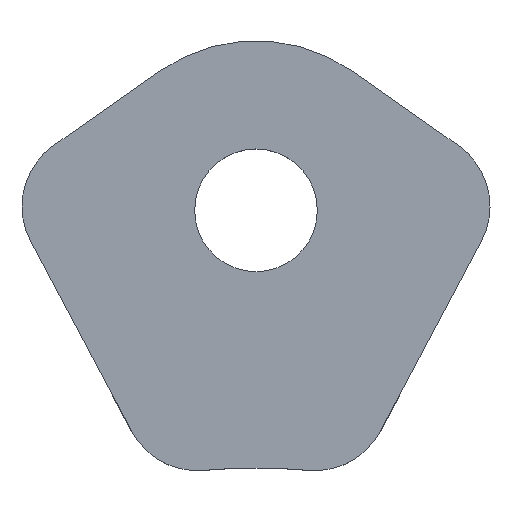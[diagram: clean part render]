
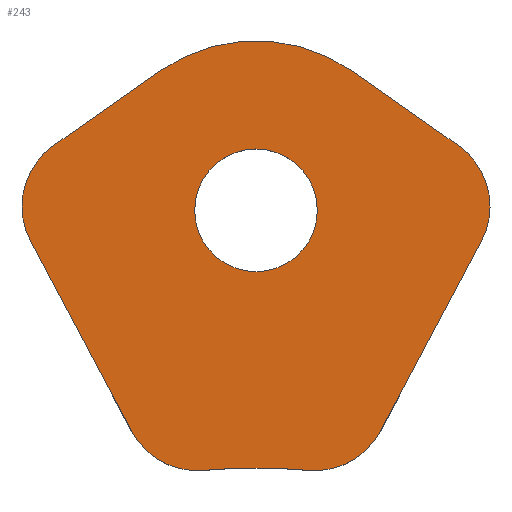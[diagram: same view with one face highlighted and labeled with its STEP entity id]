
A CAD part, top view. The second image highlights one B-rep face of the part: STEP entity #243.
In plain terms, the highlighted planar face has unit normal (0, 0, 1).
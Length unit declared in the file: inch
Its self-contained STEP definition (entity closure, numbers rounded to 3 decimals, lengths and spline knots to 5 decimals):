
#16=FACE_BOUND('',#50,.T.);
#22=PLANE('',#290);
#35=FACE_OUTER_BOUND('',#49,.T.);
#49=EDGE_LOOP('',(#213,#214,#215,#216,#217,#218,#219,#220,#221,#222));
#50=EDGE_LOOP('',(#223));
#55=LINE('',#381,#74);
#61=LINE('',#407,#80);
#66=LINE('',#423,#85);
#69=LINE('',#433,#88);
#74=VECTOR('',#305,0.3937);
#80=VECTOR('',#331,0.3937);
#85=VECTOR('',#350,0.3937);
#88=VECTOR('',#363,0.3937);
#89=CIRCLE('',#265,0.56);
#97=CIRCLE('',#276,0.25);
#98=CIRCLE('',#279,0.25);
#99=CIRCLE('',#281,1.71);
#100=CIRCLE('',#283,0.25);
#101=CIRCLE('',#286,0.25);
#102=CIRCLE('',#288,0.205);
#103=VERTEX_POINT('',#368);
#104=VERTEX_POINT('',#369);
#108=VERTEX_POINT('',#379);
#117=VERTEX_POINT('',#401);
#118=VERTEX_POINT('',#405);
#119=VERTEX_POINT('',#409);
#120=VERTEX_POINT('',#413);
#121=VERTEX_POINT('',#417);
#122=VERTEX_POINT('',#421);
#123=VERTEX_POINT('',#425);
#124=VERTEX_POINT('',#429);
#125=EDGE_CURVE('',#103,#104,#89,.T.);
#131=EDGE_CURVE('',#108,#103,#55,.T.);
#141=EDGE_CURVE('',#117,#108,#97,.T.);
#144=EDGE_CURVE('',#118,#117,#61,.T.);
#145=EDGE_CURVE('',#119,#118,#98,.T.);
#148=EDGE_CURVE('',#120,#119,#99,.T.);
#149=EDGE_CURVE('',#121,#120,#100,.T.);
#152=EDGE_CURVE('',#122,#121,#66,.T.);
#153=EDGE_CURVE('',#123,#122,#101,.T.);
#156=EDGE_CURVE('',#124,#124,#102,.T.);
#157=EDGE_CURVE('',#104,#123,#69,.T.);
#213=ORIENTED_EDGE('',*,*,#125,.F.);
#214=ORIENTED_EDGE('',*,*,#131,.F.);
#215=ORIENTED_EDGE('',*,*,#141,.F.);
#216=ORIENTED_EDGE('',*,*,#144,.F.);
#217=ORIENTED_EDGE('',*,*,#145,.F.);
#218=ORIENTED_EDGE('',*,*,#148,.F.);
#219=ORIENTED_EDGE('',*,*,#149,.F.);
#220=ORIENTED_EDGE('',*,*,#152,.F.);
#221=ORIENTED_EDGE('',*,*,#153,.F.);
#222=ORIENTED_EDGE('',*,*,#157,.F.);
#223=ORIENTED_EDGE('',*,*,#156,.T.);
#243=ADVANCED_FACE('',(#35,#16),#22,.T.);
#265=AXIS2_PLACEMENT_3D('',#370,#295,#296);
#276=AXIS2_PLACEMENT_3D('',#402,#325,#326);
#279=AXIS2_PLACEMENT_3D('',#410,#334,#335);
#281=AXIS2_PLACEMENT_3D('',#415,#340,#341);
#283=AXIS2_PLACEMENT_3D('',#418,#344,#345);
#286=AXIS2_PLACEMENT_3D('',#426,#353,#354);
#288=AXIS2_PLACEMENT_3D('',#431,#359,#360);
#290=AXIS2_PLACEMENT_3D('',#434,#364,#365);
#295=DIRECTION('center_axis',(0.,0.,-1.));
#296=DIRECTION('ref_axis',(0.,1.,0.));
#305=DIRECTION('',(0.819,0.574,0.));
#325=DIRECTION('center_axis',(0.,0.,-1.));
#326=DIRECTION('ref_axis',(-0.972,0.233,0.));
#331=DIRECTION('',(-0.469,0.883,0.));
#334=DIRECTION('center_axis',(0.,0.,-1.));
#335=DIRECTION('ref_axis',(-0.472,-0.882,0.));
#340=DIRECTION('center_axis',(0.,0.,1.));
#341=DIRECTION('ref_axis',(-0.195,-0.981,0.));
#344=DIRECTION('center_axis',(0.,0.,-1.));
#345=DIRECTION('ref_axis',(0.472,-0.882,0.));
#350=DIRECTION('',(-0.469,-0.883,0.));
#353=DIRECTION('center_axis',(0.,0.,-1.));
#354=DIRECTION('ref_axis',(0.972,0.233,0.));
#359=DIRECTION('center_axis',(0.,0.,-1.));
#360=DIRECTION('ref_axis',(-1.,0.,0.));
#363=DIRECTION('',(0.819,-0.574,0.));
#364=DIRECTION('center_axis',(0.,0.,1.));
#365=DIRECTION('ref_axis',(1.,0.,0.));
#368=CARTESIAN_POINT('',(-0.3212,0.46509,0.125));
#369=CARTESIAN_POINT('',(0.3212,0.46509,0.125));
#370=CARTESIAN_POINT('Origin',(0.,0.00637,
0.125));
#379=CARTESIAN_POINT('',(-0.6751,0.21729,0.125));
#381=CARTESIAN_POINT('',(0.,0.69,0.125));
#401=CARTESIAN_POINT('',(-0.75244,-0.10486,0.125));
#402=CARTESIAN_POINT('Origin',(-0.5317,0.0125,0.125));
#405=CARTESIAN_POINT('',(-0.41625,-0.73714,0.125));
#407=CARTESIAN_POINT('',(-0.85628,0.09043,0.125));
#409=CARTESIAN_POINT('',(-0.17058,-0.86853,0.125));
#410=CARTESIAN_POINT('Origin',(-0.19552,-0.61978,0.125));
#413=CARTESIAN_POINT('',(0.17058,-0.86853,0.125));
#415=CARTESIAN_POINT('Origin',(0.,-2.57,0.125));
#417=CARTESIAN_POINT('',(0.41625,-0.73714,0.125));
#418=CARTESIAN_POINT('Origin',(0.19552,-0.61978,0.125));
#421=CARTESIAN_POINT('',(0.75244,-0.10486,0.125));
#423=CARTESIAN_POINT('',(0.33347,-0.89283,0.125));
#425=CARTESIAN_POINT('',(0.6751,0.21729,0.125));
#426=CARTESIAN_POINT('Origin',(0.5317,0.0125,0.125));
#429=CARTESIAN_POINT('',(0.205,0.,0.125));
#431=CARTESIAN_POINT('Origin',(0.,0.,0.125));
#433=CARTESIAN_POINT('',(0.85628,0.09043,0.125));
#434=CARTESIAN_POINT('Origin',(0.,-0.13306,
0.125));
